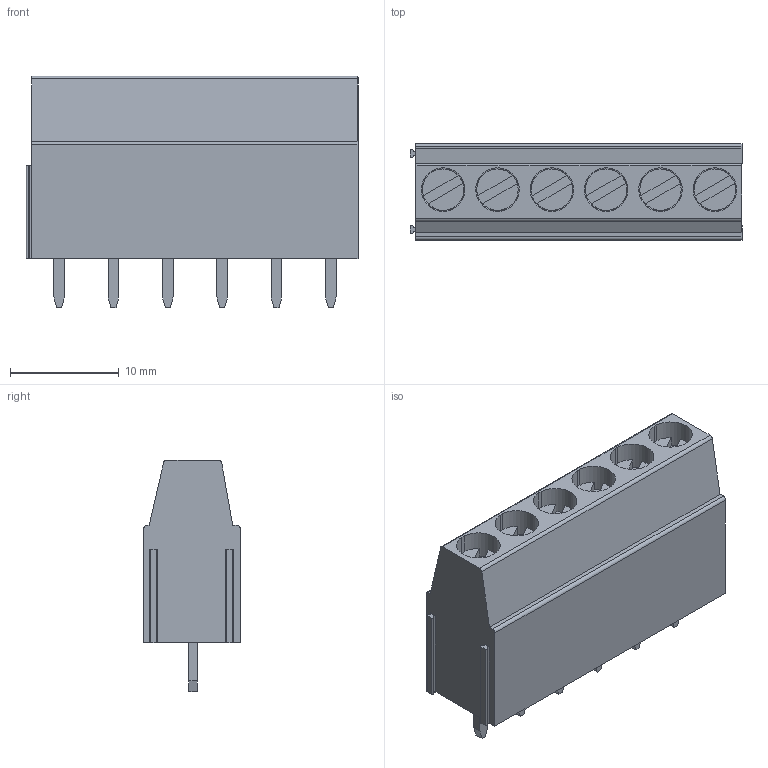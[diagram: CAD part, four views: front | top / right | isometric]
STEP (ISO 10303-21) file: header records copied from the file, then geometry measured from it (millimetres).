
FILE_DESCRIPTION( ( 'STEP AP214' ), '1' );
FILE_NAME( ' ', ' ', ( ' ' ), ( ' ' ), 'PSStep 11.0', 'VISI 17.0', ' ' );
FILE_SCHEMA( ( 'AUTOMOTIVE_DESIGN { 1 0 10303 214 1 1 1 1 }' ) );
Length unit declared in the file: millimetre
Products named in the file (1): 1
Bounding box: 30.55 x 8.9 x 21.3 mm (x, y, z)
Volume: 3497.4 mm3; surface area: 2867.1 mm2
Topology: 1 solids, 1 shells, 250 faces, 654 edges, 436 vertices
Faces by surface type: plane 200, cylinder 44, cone 6
Full cylindrical faces by diameter (mm): 2.6 x6, 2.85 x6, 3.8 x6
Entity records: 9365 total; most frequent: CARTESIAN_POINT 1287, DIRECTION 1226, ORIENTED_EDGE 1224, EDGE_CURVE 612, LINE 488, VECTOR 488, VERTEX_POINT 418, AXIS2_PLACEMENT_3D 369
